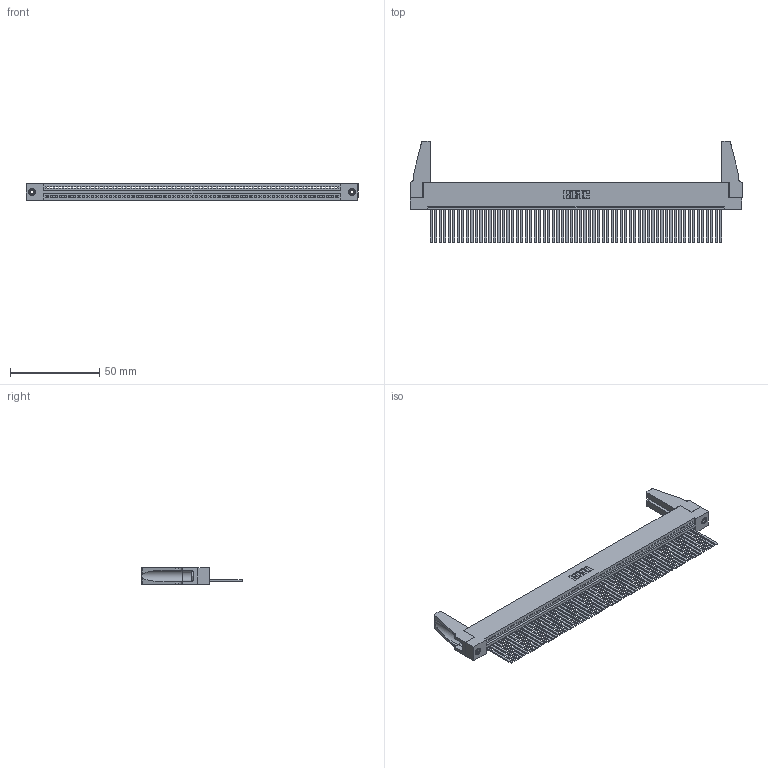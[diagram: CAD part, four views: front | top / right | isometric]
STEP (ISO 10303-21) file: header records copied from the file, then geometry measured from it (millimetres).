
FILE_DESCRIPTION (( 'STEP AP203' ), '1' );
FILE_NAME ('345-065-544-188.STEP', '2019-10-11T19:06:06', ( '' ), ( '' ), 'SwSTEP 2.0', 'SolidWorks 2016', '' );
FILE_SCHEMA (( 'CONFIG_CONTROL_DESIGN' ));
Length unit declared in the file: inch
Products named in the file (5): 345-220-078_345-220-088; 345-292-001_345-293-144; 345-250-001_345-250-001-102; 345-065-544-188; 345 Part_Flush Mounting Lugs - 0.156 Dia-TH
Assembly tree (70 placements, depth 2):
  345-065-544-188
    345 Part_Flush Mounting Lugs - 0.156 Dia-TH
    345-292-001_345-293-144  x65
    345-250-001_345-250-001-102  x2
    345-220-078_345-220-088  x2
Bounding box: 186.33 x 56.82 x 9.4 mm (x, y, z)
Volume: 21891.9 mm3; surface area: 30471.9 mm2
Topology: 70 solids, 70 shells, 3630 faces, 10925 edges, 7186 vertices
Faces by surface type: plane 2492, cylinder 1122, cone 12, torus 4
Entity records: 47788 total; most frequent: CARTESIAN_POINT 8265, ORIENTED_EDGE 8224, DIRECTION 7190, EDGE_CURVE 4112, VECTOR 3682, LINE 3682, VERTEX_POINT 2734, AXIS2_PLACEMENT_3D 1754
